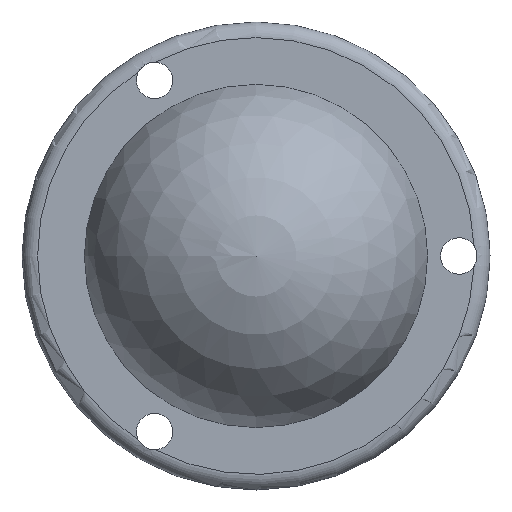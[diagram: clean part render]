
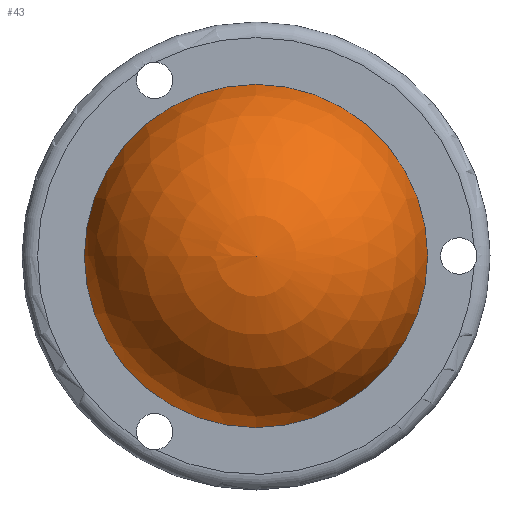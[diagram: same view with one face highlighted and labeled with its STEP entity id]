
A CAD part, front view. The second image highlights one B-rep face of the part: STEP entity #43.
In plain terms, the highlighted spherical face has radius 16.7 mm.
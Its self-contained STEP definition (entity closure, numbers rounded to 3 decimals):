
#43 = ADVANCED_FACE( '', ( #92, #93 ), #94, .T. );
#92 = FACE_BOUND( '', #151, .T. );
#93 = FACE_OUTER_BOUND( '', #152, .T. );
#94 = SPHERICAL_SURFACE( '', #153, 16.7 );
#151 = VERTEX_LOOP( '', #222 );
#152 = EDGE_LOOP( '', ( #223 ) );
#153 = AXIS2_PLACEMENT_3D( '', #224, #225, #226 );
#222 = VERTEX_POINT( '', #315 );
#223 = ORIENTED_EDGE( '', *, *, #316, .F. );
#224 = CARTESIAN_POINT( '', ( 0., -1.2, 0. ) );
#225 = DIRECTION( '', ( 0., 1., 0. ) );
#226 = DIRECTION( '', ( -1., 0., 0. ) );
#315 = CARTESIAN_POINT( '', ( 0., -17.9, 0. ) );
#316 = EDGE_CURVE( '', #369, #369, #370, .T. );
#369 = VERTEX_POINT( '', #462 );
#370 = CIRCLE( '', #463, 16.5 );
#462 = CARTESIAN_POINT( '', ( 0., -3.777, 16.5 ) );
#463 = AXIS2_PLACEMENT_3D( '', #539, #540, #541 );
#539 = CARTESIAN_POINT( '', ( 0., -3.777, 0. ) );
#540 = DIRECTION( '', ( 0., 1., 0. ) );
#541 = DIRECTION( '', ( 0., 0., 1. ) );
